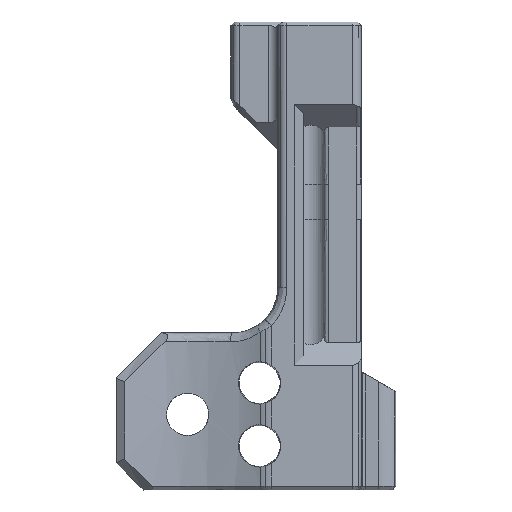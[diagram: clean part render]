
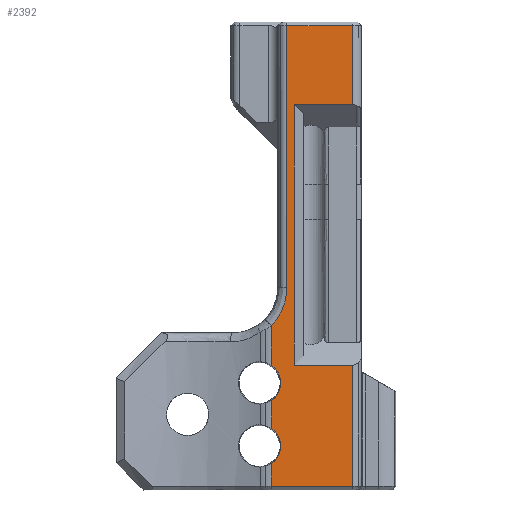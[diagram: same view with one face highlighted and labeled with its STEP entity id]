
A CAD part, front view. The second image highlights one B-rep face of the part: STEP entity #2392.
In plain terms, the highlighted planar face has unit normal (0, -1, 0).
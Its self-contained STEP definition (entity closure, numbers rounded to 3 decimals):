
#817=CARTESIAN_POINT('',(12.999,-48.025,259.285));
#818=VERTEX_POINT('',#817);
#1058=CARTESIAN_POINT('',(5.702,-48.025,259.285));
#1059=VERTEX_POINT('',#1058);
#1068=CARTESIAN_POINT('',(5.702,-48.025,259.285));
#1069=DIRECTION('',(1.,0.,0.));
#1070=VECTOR('',#1069,7.297);
#1071=LINE('',#1068,#1070);
#1072=EDGE_CURVE('',#1059,#818,#1071,.T.);
#1529=CARTESIAN_POINT('',(12.999,-48.025,250.493));
#1530=VERTEX_POINT('',#1529);
#1541=CARTESIAN_POINT('',(6.54,-48.025,250.493));
#1542=VERTEX_POINT('',#1541);
#1543=CARTESIAN_POINT('',(12.999,-48.025,250.493));
#1544=DIRECTION('',(-1.,0.,0.));
#1545=VECTOR('',#1544,6.459);
#1546=LINE('',#1543,#1545);
#1547=EDGE_CURVE('',#1530,#1542,#1546,.T.);
#2126=CARTESIAN_POINT('',(6.54,-48.025,241.685));
#2127=VERTEX_POINT('',#2126);
#2128=CARTESIAN_POINT('',(6.54,-48.025,250.493));
#2129=DIRECTION('',(0.,0.,-1.));
#2130=VECTOR('',#2129,8.808);
#2131=LINE('',#2128,#2130);
#2132=EDGE_CURVE('',#1542,#2127,#2131,.T.);
#2134=CARTESIAN_POINT('',(6.54,-48.025,237.756));
#2135=VERTEX_POINT('',#2134);
#2136=CARTESIAN_POINT('',(6.54,-48.025,237.756));
#2137=DIRECTION('',(-0.,0.,1.));
#2138=VECTOR('',#2137,3.929);
#2139=LINE('',#2136,#2138);
#2140=EDGE_CURVE('',#2135,#2127,#2139,.T.);
#2142=CARTESIAN_POINT('',(6.54,-48.025,221.579));
#2143=VERTEX_POINT('',#2142);
#2144=CARTESIAN_POINT('',(6.54,-48.025,237.756));
#2145=DIRECTION('',(0.,0.,-1.));
#2146=VECTOR('',#2145,16.178);
#2147=LINE('',#2144,#2146);
#2148=EDGE_CURVE('',#2135,#2143,#2147,.T.);
#2292=CARTESIAN_POINT('',(13.999,-48.025,243.75));
#2293=DIRECTION('',(0.,1.,0.));
#2294=DIRECTION('',(0.,0.,-1.));
#2295=AXIS2_PLACEMENT_3D('',#2292,#2293,#2294);
#2296=PLANE('',#2295);
#2297=CARTESIAN_POINT('',(5.702,-48.025,230.156));
#2298=VERTEX_POINT('',#2297);
#2299=CARTESIAN_POINT('',(5.702,-48.025,230.156));
#2300=DIRECTION('',(-0.,-0.,1.));
#2301=VECTOR('',#2300,29.129);
#2302=LINE('',#2299,#2301);
#2303=EDGE_CURVE('',#2298,#1059,#2302,.T.);
#2304=ORIENTED_EDGE('',*,*,#2303,.F.);
#2305=CARTESIAN_POINT('',(4.002,-48.025,225.971));
#2306=VERTEX_POINT('',#2305);
#2307=CARTESIAN_POINT('',(4.002,-48.025,225.971));
#2308=CARTESIAN_POINT('',(5.702,-48.025,227.718));
#2309=CARTESIAN_POINT('',(5.702,-48.025,230.156));
#2310=(BOUNDED_CURVE()
B_SPLINE_CURVE(2,(#2307,#2308,#2309),.UNSPECIFIED.,.F.,.F.)
B_SPLINE_CURVE_WITH_KNOTS((3,3),(0.772,45.),.UNSPECIFIED.)
CURVE()
GEOMETRIC_REPRESENTATION_ITEM()
RATIONAL_B_SPLINE_CURVE((1.,0.926,1.))
REPRESENTATION_ITEM(''));
#2311=EDGE_CURVE('',#2306,#2298,#2310,.T.);
#2312=ORIENTED_EDGE('',*,*,#2311,.F.);
#2313=CARTESIAN_POINT('',(4.002,-48.025,221.548));
#2314=VERTEX_POINT('',#2313);
#2315=CARTESIAN_POINT('',(4.002,-48.025,221.548));
#2316=DIRECTION('',(0.,0.,1.));
#2317=VECTOR('',#2316,4.423);
#2318=LINE('',#2315,#2317);
#2319=EDGE_CURVE('',#2314,#2306,#2318,.T.);
#2320=ORIENTED_EDGE('',*,*,#2319,.F.);
#2321=CARTESIAN_POINT('',(4.002,-48.025,217.651));
#2322=VERTEX_POINT('',#2321);
#2323=CARTESIAN_POINT('',(4.002,-48.025,221.548));
#2324=CARTESIAN_POINT('',(5.038,-48.025,220.85));
#2325=CARTESIAN_POINT('',(5.038,-48.025,219.6));
#2326=CARTESIAN_POINT('',(5.038,-48.025,218.35));
#2327=CARTESIAN_POINT('',(4.002,-48.025,217.651));
#2328=(BOUNDED_CURVE()
B_SPLINE_CURVE(2,(#2323,#2324,#2325,#2326,#2327),.UNSPECIFIED.,.F.,.F.)
B_SPLINE_CURVE_WITH_KNOTS((3,2,3),(289.953,345.964,401.975),.UNSPECIFIED.)
CURVE()
GEOMETRIC_REPRESENTATION_ITEM()
RATIONAL_B_SPLINE_CURVE((1.,0.883,1.,0.883,1.))
REPRESENTATION_ITEM(''));
#2329=EDGE_CURVE('',#2314,#2322,#2328,.T.);
#2330=ORIENTED_EDGE('',*,*,#2329,.T.);
#2331=CARTESIAN_POINT('',(4.002,-48.025,214.548));
#2332=VERTEX_POINT('',#2331);
#2333=CARTESIAN_POINT('',(4.002,-48.025,214.548));
#2334=DIRECTION('',(0.,0.,1.));
#2335=VECTOR('',#2334,3.103);
#2336=LINE('',#2333,#2335);
#2337=EDGE_CURVE('',#2332,#2322,#2336,.T.);
#2338=ORIENTED_EDGE('',*,*,#2337,.F.);
#2339=CARTESIAN_POINT('',(4.002,-48.025,210.651));
#2340=VERTEX_POINT('',#2339);
#2341=CARTESIAN_POINT('',(4.002,-48.025,214.548));
#2342=CARTESIAN_POINT('',(5.038,-48.025,213.85));
#2343=CARTESIAN_POINT('',(5.038,-48.025,212.6));
#2344=CARTESIAN_POINT('',(5.038,-48.025,211.35));
#2345=CARTESIAN_POINT('',(4.002,-48.025,210.651));
#2346=(BOUNDED_CURVE()
B_SPLINE_CURVE(2,(#2341,#2342,#2343,#2344,#2345),.UNSPECIFIED.,.F.,.F.)
B_SPLINE_CURVE_WITH_KNOTS((3,2,3),(289.953,345.964,401.975),.UNSPECIFIED.)
CURVE()
GEOMETRIC_REPRESENTATION_ITEM()
RATIONAL_B_SPLINE_CURVE((1.,0.883,1.,0.883,1.))
REPRESENTATION_ITEM(''));
#2347=EDGE_CURVE('',#2332,#2340,#2346,.T.);
#2348=ORIENTED_EDGE('',*,*,#2347,.T.);
#2349=CARTESIAN_POINT('',(4.002,-48.025,208.106));
#2350=VERTEX_POINT('',#2349);
#2351=CARTESIAN_POINT('',(4.002,-48.025,208.106));
#2352=DIRECTION('',(0.,0.,1.));
#2353=VECTOR('',#2352,2.545);
#2354=LINE('',#2351,#2353);
#2355=EDGE_CURVE('',#2350,#2340,#2354,.T.);
#2356=ORIENTED_EDGE('',*,*,#2355,.F.);
#2357=CARTESIAN_POINT('',(12.999,-48.025,208.106));
#2358=VERTEX_POINT('',#2357);
#2359=CARTESIAN_POINT('',(12.999,-48.025,208.106));
#2360=DIRECTION('',(-1.,0.,0.));
#2361=VECTOR('',#2360,8.998);
#2362=LINE('',#2359,#2361);
#2363=EDGE_CURVE('',#2358,#2350,#2362,.T.);
#2364=ORIENTED_EDGE('',*,*,#2363,.F.);
#2365=CARTESIAN_POINT('',(12.999,-48.025,221.579));
#2366=VERTEX_POINT('',#2365);
#2367=CARTESIAN_POINT('',(12.999,-48.025,208.106));
#2368=DIRECTION('',(0.,-0.,1.));
#2369=VECTOR('',#2368,13.472);
#2370=LINE('',#2367,#2369);
#2371=EDGE_CURVE('',#2358,#2366,#2370,.T.);
#2372=ORIENTED_EDGE('',*,*,#2371,.T.);
#2373=CARTESIAN_POINT('',(6.54,-48.025,221.579));
#2374=DIRECTION('',(1.,0.,0.));
#2375=VECTOR('',#2374,6.459);
#2376=LINE('',#2373,#2375);
#2377=EDGE_CURVE('',#2143,#2366,#2376,.T.);
#2378=ORIENTED_EDGE('',*,*,#2377,.F.);
#2379=ORIENTED_EDGE('',*,*,#2148,.F.);
#2380=ORIENTED_EDGE('',*,*,#2140,.T.);
#2381=ORIENTED_EDGE('',*,*,#2132,.F.);
#2382=ORIENTED_EDGE('',*,*,#1547,.F.);
#2383=CARTESIAN_POINT('',(12.999,-48.025,259.285));
#2384=DIRECTION('',(0.,0.,-1.));
#2385=VECTOR('',#2384,8.792);
#2386=LINE('',#2383,#2385);
#2387=EDGE_CURVE('',#818,#1530,#2386,.T.);
#2388=ORIENTED_EDGE('',*,*,#2387,.F.);
#2389=ORIENTED_EDGE('',*,*,#1072,.F.);
#2390=EDGE_LOOP('',(#2304,#2312,#2320,#2330,#2338,#2348,#2356,#2364,#2372,#2378,#2379,#2380,#2381,#2382,#2388,#2389));
#2391=FACE_BOUND('',#2390,.T.);
#2392=ADVANCED_FACE('',(#2391),#2296,.F.);
